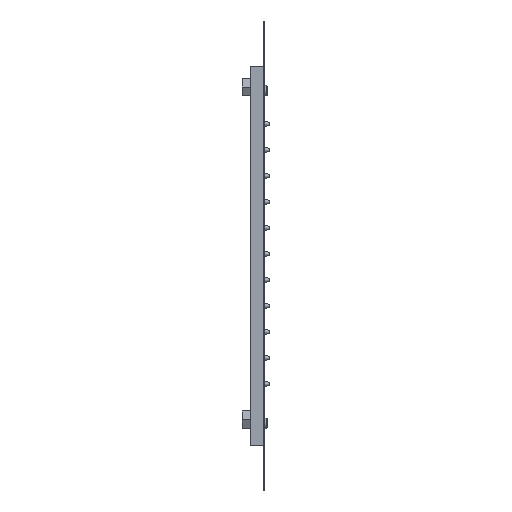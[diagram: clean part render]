
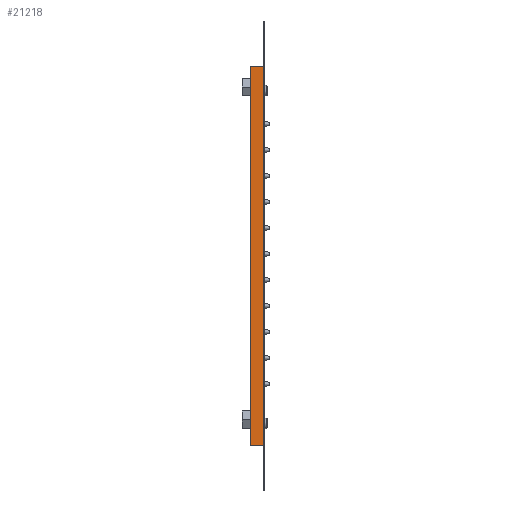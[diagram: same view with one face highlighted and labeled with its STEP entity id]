
A CAD part, left-side view. The second image highlights one B-rep face of the part: STEP entity #21218.
In plain terms, the highlighted planar face has unit normal (-1, 0, 0).
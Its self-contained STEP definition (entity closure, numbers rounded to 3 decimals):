
#913 = CARTESIAN_POINT ( 'NONE',  ( -302.5, 14., -182.5 ) ) ;
#1437 = CARTESIAN_POINT ( 'NONE',  ( -302.5, 14., -182.5 ) ) ;
#1809 = CARTESIAN_POINT ( 'NONE',  ( -302.5, 1.5, 182.5 ) ) ;
#2335 = LINE ( 'NONE', #10481, #17648 ) ;
#3229 = VERTEX_POINT ( 'NONE', #913 ) ;
#6456 = EDGE_CURVE ( 'NONE', #3229, #13527, #8308, .T. ) ;
#6977 = CARTESIAN_POINT ( 'NONE',  ( -302.5, 14., 182.5 ) ) ;
#7267 = LINE ( 'NONE', #24713, #23315 ) ;
#7728 = ORIENTED_EDGE ( 'NONE', *, *, #16088, .T. ) ;
#8308 = LINE ( 'NONE', #14495, #15292 ) ;
#9255 = CARTESIAN_POINT ( 'NONE',  ( -302.5, 14., -182.5 ) ) ;
#9488 = VERTEX_POINT ( 'NONE', #1809 ) ;
#9714 = VECTOR ( 'NONE', #12035, 1000. ) ;
#10228 = DIRECTION ( 'NONE',  ( 0., -1., 0. ) ) ;
#10404 = ORIENTED_EDGE ( 'NONE', *, *, #17981, .F. ) ;
#10481 = CARTESIAN_POINT ( 'NONE',  ( -302.5, 14., 182.5 ) ) ;
#11322 = CARTESIAN_POINT ( 'NONE',  ( -302.5, 1.5, -182.5 ) ) ;
#11444 = DIRECTION ( 'NONE',  ( 1., 0., 0. ) ) ;
#11572 = FACE_OUTER_BOUND ( 'NONE', #19445, .T. ) ;
#11867 = ORIENTED_EDGE ( 'NONE', *, *, #16012, .T. ) ;
#12035 = DIRECTION ( 'NONE',  ( 0., -1., 0. ) ) ;
#12935 = DIRECTION ( 'NONE',  ( 0., 0., 1. ) ) ;
#13527 = VERTEX_POINT ( 'NONE', #6977 ) ;
#14495 = CARTESIAN_POINT ( 'NONE',  ( -302.5, 14., -182.5 ) ) ;
#15292 = VECTOR ( 'NONE', #12935, 1000. ) ;
#16012 = EDGE_CURVE ( 'NONE', #22413, #9488, #7267, .T. ) ;
#16088 = EDGE_CURVE ( 'NONE', #3229, #22413, #19156, .T. ) ;
#16100 = AXIS2_PLACEMENT_3D ( 'NONE', #9255, #11444, #19329 ) ;
#17435 = ORIENTED_EDGE ( 'NONE', *, *, #6456, .F. ) ;
#17648 = VECTOR ( 'NONE', #10228, 1000. ) ;
#17981 = EDGE_CURVE ( 'NONE', #13527, #9488, #2335, .T. ) ;
#19156 = LINE ( 'NONE', #1437, #9714 ) ;
#19205 = PLANE ( 'NONE',  #16100 ) ;
#19329 = DIRECTION ( 'NONE',  ( 0., 0., -1. ) ) ;
#19445 = EDGE_LOOP ( 'NONE', ( #11867, #10404, #17435, #7728 ) ) ;
#21086 = DIRECTION ( 'NONE',  ( 0., 0., 1. ) ) ;
#21218 = ADVANCED_FACE ( 'NONE', ( #11572 ), #19205, .F. ) ;
#22413 = VERTEX_POINT ( 'NONE', #11322 ) ;
#23315 = VECTOR ( 'NONE', #21086, 1000. ) ;
#24713 = CARTESIAN_POINT ( 'NONE',  ( -302.5, 1.5, -182.5 ) ) ;
